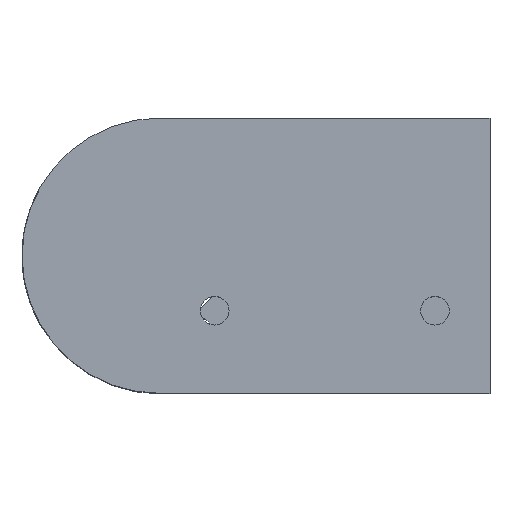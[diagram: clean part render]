
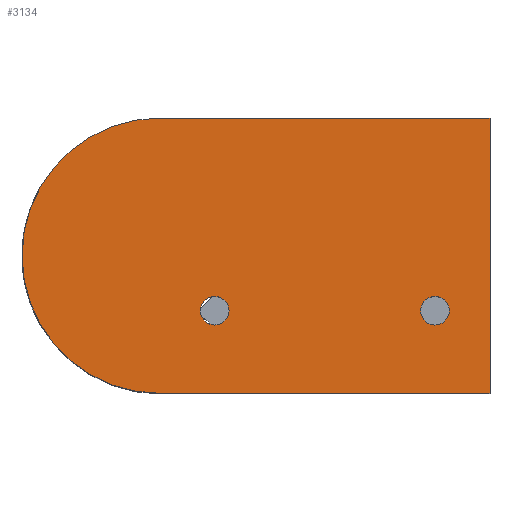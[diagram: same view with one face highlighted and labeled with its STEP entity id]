
A CAD part, top view. The second image highlights one B-rep face of the part: STEP entity #3134.
In plain terms, the highlighted planar face has unit normal (0, 0, 1).
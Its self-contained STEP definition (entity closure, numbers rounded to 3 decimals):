
#653 = CYLINDRICAL_SURFACE('',#654,25.);
#654 = AXIS2_PLACEMENT_3D('',#655,#656,#657);
#655 = CARTESIAN_POINT('',(0.,0.,58.));
#656 = DIRECTION('',(-0.,-0.,-1.));
#657 = DIRECTION('',(1.,0.,0.));
#1162 = PLANE('',#1163);
#1163 = AXIS2_PLACEMENT_3D('',#1164,#1165,#1166);
#1164 = CARTESIAN_POINT('',(0.,25.,58.));
#1165 = DIRECTION('',(0.,1.,0.));
#1166 = DIRECTION('',(1.,0.,0.));
#1298 = PLANE('',#1299);
#1299 = AXIS2_PLACEMENT_3D('',#1300,#1301,#1302);
#1300 = CARTESIAN_POINT('',(60.,-25.,58.));
#1301 = DIRECTION('',(0.,-1.,0.));
#1302 = DIRECTION('',(-1.,0.,0.));
#1902 = VERTEX_POINT('',#1903);
#1903 = CARTESIAN_POINT('',(0.,25.,61.));
#1924 = EDGE_CURVE('',#1902,#1925,#1927,.T.);
#1925 = VERTEX_POINT('',#1926);
#1926 = CARTESIAN_POINT('',(0.,-25.,61.));
#1927 = SURFACE_CURVE('',#1928,(#1933,#1940),.PCURVE_S1.);
#1928 = CIRCLE('',#1929,25.);
#1929 = AXIS2_PLACEMENT_3D('',#1930,#1931,#1932);
#1930 = CARTESIAN_POINT('',(0.,0.,61.));
#1931 = DIRECTION('',(0.,0.,1.));
#1932 = DIRECTION('',(1.,0.,0.));
#1933 = PCURVE('',#653,#1934);
#1934 = DEFINITIONAL_REPRESENTATION('',(#1935),#1939);
#1935 = LINE('',#1936,#1937);
#1936 = CARTESIAN_POINT('',(-0.,-3.));
#1937 = VECTOR('',#1938,1.);
#1938 = DIRECTION('',(-1.,0.));
#1939 = ( GEOMETRIC_REPRESENTATION_CONTEXT(2) 
PARAMETRIC_REPRESENTATION_CONTEXT() REPRESENTATION_CONTEXT('2D SPACE',''
  ) );
#1940 = PCURVE('',#1941,#1946);
#1941 = PLANE('',#1942);
#1942 = AXIS2_PLACEMENT_3D('',#1943,#1944,#1945);
#1943 = CARTESIAN_POINT('',(23.263,-0.993,61.));
#1944 = DIRECTION('',(0.,0.,1.));
#1945 = DIRECTION('',(1.,0.,0.));
#1946 = DEFINITIONAL_REPRESENTATION('',(#1947),#1951);
#1947 = CIRCLE('',#1948,25.);
#1948 = AXIS2_PLACEMENT_2D('',#1949,#1950);
#1949 = CARTESIAN_POINT('',(-23.263,0.993));
#1950 = DIRECTION('',(1.,0.));
#1951 = ( GEOMETRIC_REPRESENTATION_CONTEXT(2) 
PARAMETRIC_REPRESENTATION_CONTEXT() REPRESENTATION_CONTEXT('2D SPACE',''
  ) );
#2404 = PLANE('',#2405);
#2405 = AXIS2_PLACEMENT_3D('',#2406,#2407,#2408);
#2406 = CARTESIAN_POINT('',(60.,25.,58.));
#2407 = DIRECTION('',(1.,0.,0.));
#2408 = DIRECTION('',(0.,-1.,0.));
#2660 = EDGE_CURVE('',#1902,#2661,#2663,.T.);
#2661 = VERTEX_POINT('',#2662);
#2662 = CARTESIAN_POINT('',(60.,25.,61.));
#2663 = SURFACE_CURVE('',#2664,(#2668,#2675),.PCURVE_S1.);
#2664 = LINE('',#2665,#2666);
#2665 = CARTESIAN_POINT('',(0.,25.,61.));
#2666 = VECTOR('',#2667,1.);
#2667 = DIRECTION('',(1.,0.,0.));
#2668 = PCURVE('',#1162,#2669);
#2669 = DEFINITIONAL_REPRESENTATION('',(#2670),#2674);
#2670 = LINE('',#2671,#2672);
#2671 = CARTESIAN_POINT('',(0.,-3.));
#2672 = VECTOR('',#2673,1.);
#2673 = DIRECTION('',(1.,0.));
#2674 = ( GEOMETRIC_REPRESENTATION_CONTEXT(2) 
PARAMETRIC_REPRESENTATION_CONTEXT() REPRESENTATION_CONTEXT('2D SPACE',''
  ) );
#2675 = PCURVE('',#1941,#2676);
#2676 = DEFINITIONAL_REPRESENTATION('',(#2677),#2681);
#2677 = LINE('',#2678,#2679);
#2678 = CARTESIAN_POINT('',(-23.263,25.993));
#2679 = VECTOR('',#2680,1.);
#2680 = DIRECTION('',(1.,0.));
#2681 = ( GEOMETRIC_REPRESENTATION_CONTEXT(2) 
PARAMETRIC_REPRESENTATION_CONTEXT() REPRESENTATION_CONTEXT('2D SPACE',''
  ) );
#2822 = VERTEX_POINT('',#2823);
#2823 = CARTESIAN_POINT('',(60.,-25.,61.));
#2844 = EDGE_CURVE('',#2822,#1925,#2845,.T.);
#2845 = SURFACE_CURVE('',#2846,(#2850,#2857),.PCURVE_S1.);
#2846 = LINE('',#2847,#2848);
#2847 = CARTESIAN_POINT('',(60.,-25.,61.));
#2848 = VECTOR('',#2849,1.);
#2849 = DIRECTION('',(-1.,0.,0.));
#2850 = PCURVE('',#1298,#2851);
#2851 = DEFINITIONAL_REPRESENTATION('',(#2852),#2856);
#2852 = LINE('',#2853,#2854);
#2853 = CARTESIAN_POINT('',(0.,-3.));
#2854 = VECTOR('',#2855,1.);
#2855 = DIRECTION('',(1.,0.));
#2856 = ( GEOMETRIC_REPRESENTATION_CONTEXT(2) 
PARAMETRIC_REPRESENTATION_CONTEXT() REPRESENTATION_CONTEXT('2D SPACE',''
  ) );
#2857 = PCURVE('',#1941,#2858);
#2858 = DEFINITIONAL_REPRESENTATION('',(#2859),#2863);
#2859 = LINE('',#2860,#2861);
#2860 = CARTESIAN_POINT('',(36.737,-24.007));
#2861 = VECTOR('',#2862,1.);
#2862 = DIRECTION('',(-1.,0.));
#2863 = ( GEOMETRIC_REPRESENTATION_CONTEXT(2) 
PARAMETRIC_REPRESENTATION_CONTEXT() REPRESENTATION_CONTEXT('2D SPACE',''
  ) );
#3134 = ADVANCED_FACE('',(#3135,#3161,#3192),#1941,.T.);
#3135 = FACE_BOUND('',#3136,.T.);
#3136 = EDGE_LOOP('',(#3137,#3138,#3139,#3160));
#3137 = ORIENTED_EDGE('',*,*,#1924,.T.);
#3138 = ORIENTED_EDGE('',*,*,#2844,.F.);
#3139 = ORIENTED_EDGE('',*,*,#3140,.F.);
#3140 = EDGE_CURVE('',#2661,#2822,#3141,.T.);
#3141 = SURFACE_CURVE('',#3142,(#3146,#3153),.PCURVE_S1.);
#3142 = LINE('',#3143,#3144);
#3143 = CARTESIAN_POINT('',(60.,25.,61.));
#3144 = VECTOR('',#3145,1.);
#3145 = DIRECTION('',(0.,-1.,0.));
#3146 = PCURVE('',#1941,#3147);
#3147 = DEFINITIONAL_REPRESENTATION('',(#3148),#3152);
#3148 = LINE('',#3149,#3150);
#3149 = CARTESIAN_POINT('',(36.737,25.993));
#3150 = VECTOR('',#3151,1.);
#3151 = DIRECTION('',(0.,-1.));
#3152 = ( GEOMETRIC_REPRESENTATION_CONTEXT(2) 
PARAMETRIC_REPRESENTATION_CONTEXT() REPRESENTATION_CONTEXT('2D SPACE',''
  ) );
#3153 = PCURVE('',#2404,#3154);
#3154 = DEFINITIONAL_REPRESENTATION('',(#3155),#3159);
#3155 = LINE('',#3156,#3157);
#3156 = CARTESIAN_POINT('',(0.,-3.));
#3157 = VECTOR('',#3158,1.);
#3158 = DIRECTION('',(1.,0.));
#3159 = ( GEOMETRIC_REPRESENTATION_CONTEXT(2) 
PARAMETRIC_REPRESENTATION_CONTEXT() REPRESENTATION_CONTEXT('2D SPACE',''
  ) );
#3160 = ORIENTED_EDGE('',*,*,#2660,.F.);
#3161 = FACE_BOUND('',#3162,.F.);
#3162 = EDGE_LOOP('',(#3163));
#3163 = ORIENTED_EDGE('',*,*,#3164,.T.);
#3164 = EDGE_CURVE('',#3165,#3165,#3167,.T.);
#3165 = VERTEX_POINT('',#3166);
#3166 = CARTESIAN_POINT('',(52.6,-10.,61.));
#3167 = SURFACE_CURVE('',#3168,(#3173,#3180),.PCURVE_S1.);
#3168 = CIRCLE('',#3169,2.6);
#3169 = AXIS2_PLACEMENT_3D('',#3170,#3171,#3172);
#3170 = CARTESIAN_POINT('',(50.,-10.,61.));
#3171 = DIRECTION('',(0.,0.,1.));
#3172 = DIRECTION('',(1.,0.,0.));
#3173 = PCURVE('',#1941,#3174);
#3174 = DEFINITIONAL_REPRESENTATION('',(#3175),#3179);
#3175 = CIRCLE('',#3176,2.6);
#3176 = AXIS2_PLACEMENT_2D('',#3177,#3178);
#3177 = CARTESIAN_POINT('',(26.737,-9.007));
#3178 = DIRECTION('',(1.,0.));
#3179 = ( GEOMETRIC_REPRESENTATION_CONTEXT(2) 
PARAMETRIC_REPRESENTATION_CONTEXT() REPRESENTATION_CONTEXT('2D SPACE',''
  ) );
#3180 = PCURVE('',#3181,#3186);
#3181 = CYLINDRICAL_SURFACE('',#3182,2.6);
#3182 = AXIS2_PLACEMENT_3D('',#3183,#3184,#3185);
#3183 = CARTESIAN_POINT('',(50.,-10.,58.));
#3184 = DIRECTION('',(-0.,-0.,-1.));
#3185 = DIRECTION('',(1.,0.,0.));
#3186 = DEFINITIONAL_REPRESENTATION('',(#3187),#3191);
#3187 = LINE('',#3188,#3189);
#3188 = CARTESIAN_POINT('',(-0.,-3.));
#3189 = VECTOR('',#3190,1.);
#3190 = DIRECTION('',(-1.,0.));
#3191 = ( GEOMETRIC_REPRESENTATION_CONTEXT(2) 
PARAMETRIC_REPRESENTATION_CONTEXT() REPRESENTATION_CONTEXT('2D SPACE',''
  ) );
#3192 = FACE_BOUND('',#3193,.F.);
#3193 = EDGE_LOOP('',(#3194));
#3194 = ORIENTED_EDGE('',*,*,#3195,.T.);
#3195 = EDGE_CURVE('',#3196,#3196,#3198,.T.);
#3196 = VERTEX_POINT('',#3197);
#3197 = CARTESIAN_POINT('',(12.6,-10.,61.));
#3198 = SURFACE_CURVE('',#3199,(#3204,#3211),.PCURVE_S1.);
#3199 = CIRCLE('',#3200,2.6);
#3200 = AXIS2_PLACEMENT_3D('',#3201,#3202,#3203);
#3201 = CARTESIAN_POINT('',(10.,-10.,61.));
#3202 = DIRECTION('',(0.,0.,1.));
#3203 = DIRECTION('',(1.,0.,0.));
#3204 = PCURVE('',#1941,#3205);
#3205 = DEFINITIONAL_REPRESENTATION('',(#3206),#3210);
#3206 = CIRCLE('',#3207,2.6);
#3207 = AXIS2_PLACEMENT_2D('',#3208,#3209);
#3208 = CARTESIAN_POINT('',(-13.263,-9.007));
#3209 = DIRECTION('',(1.,0.));
#3210 = ( GEOMETRIC_REPRESENTATION_CONTEXT(2) 
PARAMETRIC_REPRESENTATION_CONTEXT() REPRESENTATION_CONTEXT('2D SPACE',''
  ) );
#3211 = PCURVE('',#3212,#3217);
#3212 = CYLINDRICAL_SURFACE('',#3213,2.6);
#3213 = AXIS2_PLACEMENT_3D('',#3214,#3215,#3216);
#3214 = CARTESIAN_POINT('',(10.,-10.,58.));
#3215 = DIRECTION('',(-0.,-0.,-1.));
#3216 = DIRECTION('',(1.,0.,0.));
#3217 = DEFINITIONAL_REPRESENTATION('',(#3218),#3222);
#3218 = LINE('',#3219,#3220);
#3219 = CARTESIAN_POINT('',(-0.,-3.));
#3220 = VECTOR('',#3221,1.);
#3221 = DIRECTION('',(-1.,0.));
#3222 = ( GEOMETRIC_REPRESENTATION_CONTEXT(2) 
PARAMETRIC_REPRESENTATION_CONTEXT() REPRESENTATION_CONTEXT('2D SPACE',''
  ) );
